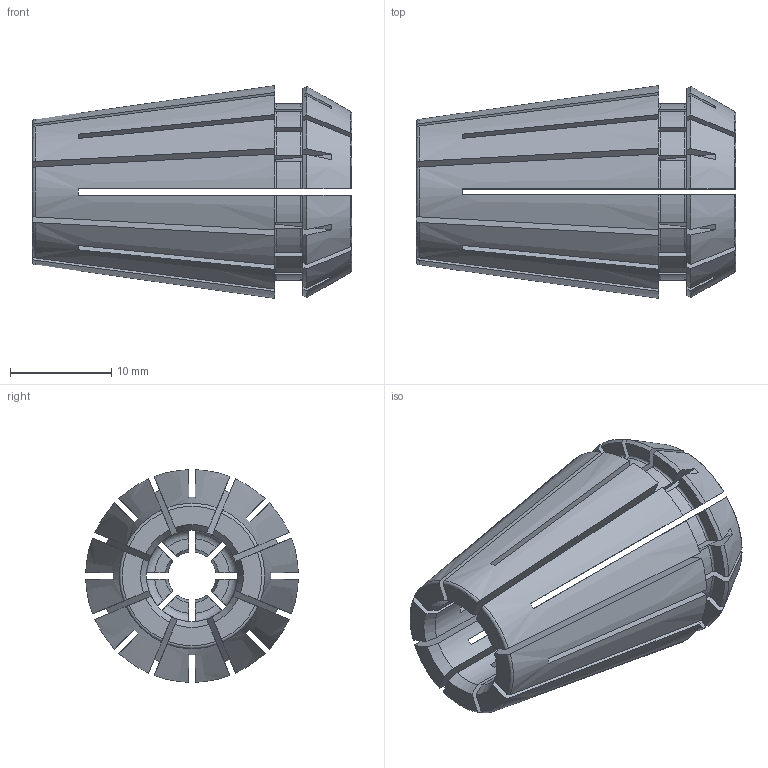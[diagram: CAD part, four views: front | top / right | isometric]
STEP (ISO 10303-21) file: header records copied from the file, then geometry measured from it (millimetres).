
FILE_DESCRIPTION( ( 'Unknown' ), '1' );
FILE_NAME( '112004762.stp', 'Unknown', ( 'Unknown' ), ( 'Unknown' ), 'PSStep 15.0.49', 'Unknown', ' ' );
FILE_SCHEMA( ( 'AUTOMOTIVE_DESIGN { 1 0 10303 214 1 1 1 1 }' ) );
Length unit declared in the file: millimetre
Products named in the file (1): 1
Bounding box: 31.5 x 20.99 x 20.99 mm (x, y, z)
Volume: 5495.2 mm3; surface area: 6560.6 mm2
Topology: 1 solids, 1 shells, 257 faces, 762 edges, 505 vertices
Faces by surface type: plane 104, torus 72, cylinder 41, cone 40
Full cylindrical faces by diameter (mm): 9 x1
Entity records: 11398 total; most frequent: CARTESIAN_POINT 2774, ORIENTED_EDGE 1520, DIRECTION 1236, EDGE_CURVE 760, VERTEX_POINT 504, AXIS2_PLACEMENT_3D 498, B_SPLINE_CURVE_WITH_KNOTS 280, FACE_OUTER_BOUND 258
